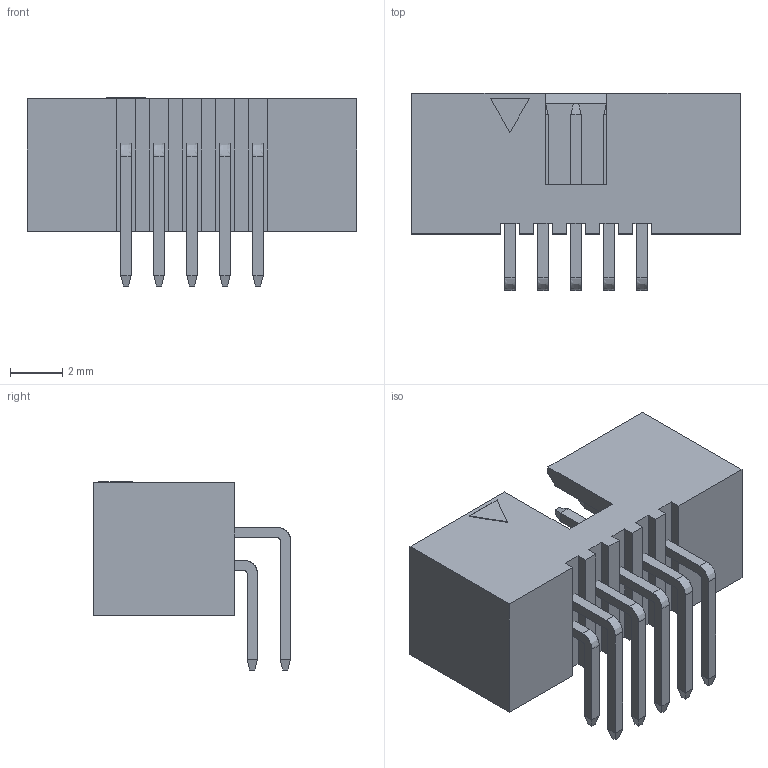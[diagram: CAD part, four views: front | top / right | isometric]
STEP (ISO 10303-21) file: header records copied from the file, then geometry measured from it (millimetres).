
FILE_DESCRIPTION(('FreeCAD Model'),'2;1');
FILE_NAME('CNCTech_3220-10-0200-00.step','2020-05-11T11:48:10',('Author'),(''), 'Open CASCADE STEP processor 7.3','FreeCAD','Unknown');
FILE_SCHEMA(('AUTOMOTIVE_DESIGN { 1 0 10303 214 1 1 1 1 }'));
Length unit declared in the file: millimetre
Products named in the file (3): Unnamed; _220_10_0200; _220_10_0200001
Assembly tree (2 placements, depth 2):
  Unnamed
    _220_10_0200
    _220_10_0200001
Bounding box: 12.65 x 7.57 x 7.23 mm (x, y, z)
Surface area: 596.8 mm2 (no closed solid volume)
Topology: 0 solids, 223 shells, 223 faces, 1032 edges, 1032 vertices
Faces by surface type: bspline 223
Entity records: 12371 total; most frequent: CARTESIAN_POINT 4861, ORIENTED_EDGE 1032, EDGE_CURVE 1032, VERTEX_POINT 1032, B_SPLINE_CURVE_WITH_KNOTS 1032, FACE_BOUND 224, EDGE_LOOP 224, SHELL_BASED_SURFACE_MODEL 223
